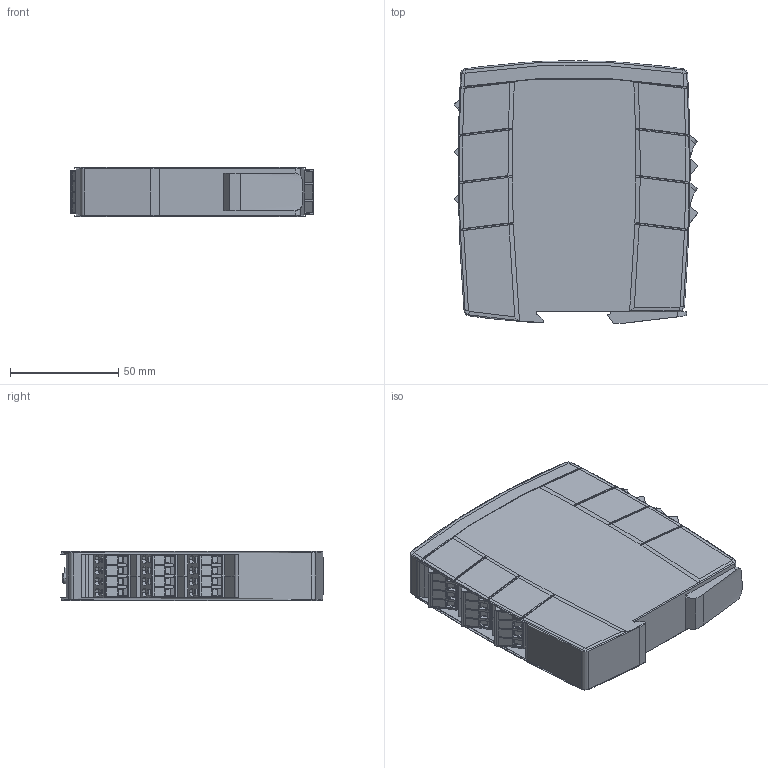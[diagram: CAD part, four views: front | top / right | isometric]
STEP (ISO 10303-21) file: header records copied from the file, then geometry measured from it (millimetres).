
FILE_DESCRIPTION (( 'STEP AP214' ), '1' );
FILE_NAME ('110602.STEP', '2017-12-07T20:45:42', ( '' ), ( '' ), 'SwSTEP 2.0', 'SolidWorks 2016', '' );
FILE_SCHEMA (( 'AUTOMOTIVE_DESIGN' ));
Length unit declared in the file: inch
Products named in the file (2): 110602
Bounding box: 112.55 x 121.02 x 22.8 mm (x, y, z)
Volume: 269587.7 mm3; surface area: 42246.9 mm2
Topology: 1 solids, 43 shells, 2509 faces, 6709 edges, 4425 vertices
Faces by surface type: plane 1808, cylinder 562, bspline 127, cone 12
Entity records: 118109 total; most frequent: CARTESIAN_POINT 28095, ORIENTED_EDGE 13418, DIRECTION 9601, EDGE_CURVE 6709, VECTOR 4735, LINE 4735, VERTEX_POINT 4425, EDGE_LOOP 2710
